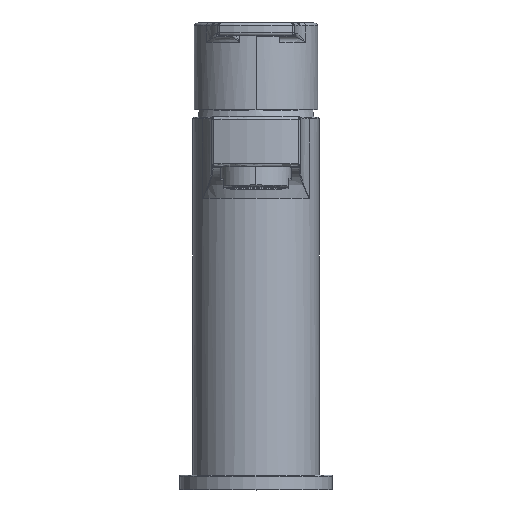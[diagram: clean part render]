
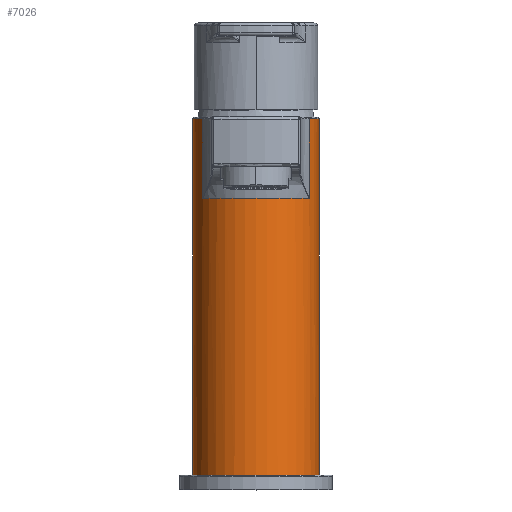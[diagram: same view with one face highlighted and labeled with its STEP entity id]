
A CAD part, top view. The second image highlights one B-rep face of the part: STEP entity #7026.
In plain terms, the highlighted cylindrical face has radius 21.4 mm (diameter 42.8 mm), a partial arc.
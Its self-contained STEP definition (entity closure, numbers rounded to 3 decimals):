
#1040=DIRECTION('',(0.,1.,0.));
#1041=VECTOR('',#1040,121.);
#1042=CARTESIAN_POINT('',(21.4,1.,0.));
#1043=LINE('',#1042,#1041);
#1055=CARTESIAN_POINT('',(0.,1.,0.));
#1056=DIRECTION('',(0.,1.,0.));
#1057=DIRECTION('',(-1.,0.,0.));
#1058=AXIS2_PLACEMENT_3D('',#1055,#1056,#1057);
#1063=DIRECTION('',(0.,1.,0.));
#1064=VECTOR('',#1063,121.);
#1065=CARTESIAN_POINT('',(-21.4,1.,0.));
#1066=LINE('',#1065,#1064);
#1070=CARTESIAN_POINT('',(0.,122.,0.));
#1071=DIRECTION('',(0.,1.,0.));
#1072=DIRECTION('',(-1.,0.,0.));
#1073=AXIS2_PLACEMENT_3D('',#1070,#1071,#1072);
#1078=CARTESIAN_POINT('',(0.,122.,0.));
#1079=DIRECTION('',(0.,1.,0.));
#1080=DIRECTION('',(0.847,0.,0.531));
#1081=AXIS2_PLACEMENT_3D('',#1078,#1079,#1080);
#1597=CARTESIAN_POINT('',(18.131,95.,11.367));
#1613=CARTESIAN_POINT('',(0.,95.,0.));
#1614=DIRECTION('',(0.,-1.,0.));
#1615=DIRECTION('',(0.847,0.,0.531));
#1616=AXIS2_PLACEMENT_3D('',#1613,#1614,#1615);
#1640=CARTESIAN_POINT('',(-18.131,95.,11.367));
#1645=DIRECTION('',(0.,1.,0.));
#1646=VECTOR('',#1645,27.);
#1647=CARTESIAN_POINT('',(-18.131,95.,11.367));
#1648=LINE('',#1647,#1646);
#1859=DIRECTION('',(0.,-1.,0.));
#1860=VECTOR('',#1859,27.);
#1861=CARTESIAN_POINT('',(18.131,122.,11.367));
#1862=LINE('',#1861,#1860);
#5902=VERTEX_POINT('',#1640);
#5910=VERTEX_POINT('',#1597);
#5931=CARTESIAN_POINT('',(18.131,122.,11.367));
#5932=VERTEX_POINT('',#5931);
#5941=CARTESIAN_POINT('',(-18.131,122.,11.367));
#5942=VERTEX_POINT('',#5941);
#5949=CARTESIAN_POINT('',(21.4,1.,0.));
#5950=CARTESIAN_POINT('',(-21.4,1.,0.));
#5951=VERTEX_POINT('',#5949);
#5952=VERTEX_POINT('',#5950);
#5953=CARTESIAN_POINT('',(-21.4,122.,0.));
#5954=VERTEX_POINT('',#5953);
#5955=CARTESIAN_POINT('',(21.4,122.,0.));
#5956=VERTEX_POINT('',#5955);
#7006=CARTESIAN_POINT('',(0.,0.,0.));
#7007=DIRECTION('',(0.,1.,0.));
#7008=DIRECTION('',(1.,0.,0.));
#7009=AXIS2_PLACEMENT_3D('',#7006,#7007,#7008);
#7010=CYLINDRICAL_SURFACE('',#7009,21.4);
#7011=ORIENTED_EDGE('',*,*,#6968,.F.);
#7012=ORIENTED_EDGE('',*,*,#6994,.T.);
#7014=ORIENTED_EDGE('',*,*,#7013,.T.);
#7016=ORIENTED_EDGE('',*,*,#7015,.F.);
#7018=ORIENTED_EDGE('',*,*,#7017,.F.);
#7020=ORIENTED_EDGE('',*,*,#7019,.F.);
#7022=ORIENTED_EDGE('',*,*,#7021,.T.);
#7023=ORIENTED_EDGE('',*,*,#6990,.F.);
#7024=EDGE_LOOP('',(#7011,#7012,#7014,#7016,#7018,#7020,#7022,#7023));
#7025=FACE_OUTER_BOUND('',#7024,.F.);
#7026=ADVANCED_FACE('',(#7025),#7010,.T.);
#1059=CIRCLE('',#1058,21.4);
#1074=CIRCLE('',#1073,21.4);
#1082=CIRCLE('',#1081,21.4);
#1617=CIRCLE('',#1616,21.4);
#6968=EDGE_CURVE('',#5952,#5951,#1059,.T.);
#6990=EDGE_CURVE('',#5951,#5956,#1043,.T.);
#6994=EDGE_CURVE('',#5952,#5954,#1066,.T.);
#7013=EDGE_CURVE('',#5954,#5942,#1074,.T.);
#7015=EDGE_CURVE('',#5902,#5942,#1648,.T.);
#7017=EDGE_CURVE('',#5910,#5902,#1617,.T.);
#7019=EDGE_CURVE('',#5932,#5910,#1862,.T.);
#7021=EDGE_CURVE('',#5932,#5956,#1082,.T.);
